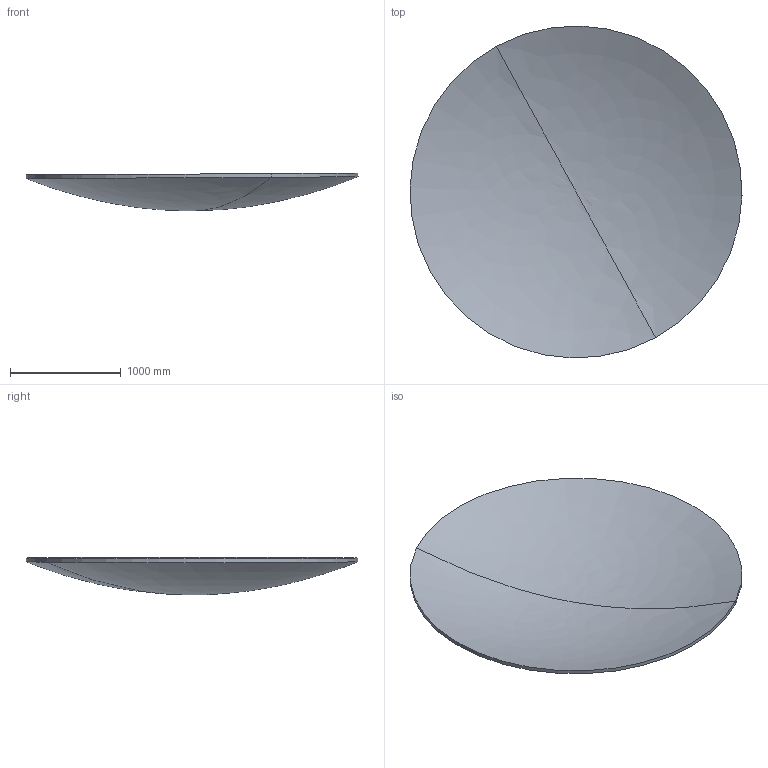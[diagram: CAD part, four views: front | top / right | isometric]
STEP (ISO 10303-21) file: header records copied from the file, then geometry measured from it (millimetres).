
FILE_DESCRIPTION(('CATIA V5 STEP Exchange'),'2;1');
FILE_NAME('prato.stp','2025-12-18T19:19:22+00:00',('none'),('none'),'CATIA Version 5 Release 20 GA (IN-10)','CATIA V5 STEP AP203','none');
FILE_SCHEMA(('CONFIG_CONTROL_DESIGN'));
Length unit declared in the file: millimetre
Products named in the file (1): Concentrador_O_Retorno
Assembly tree (1 placements, depth 2):
  Concentrador_O_Retorno
    #58
Bounding box: 2999.3 x 2999.16 x 340.7 mm (x, y, z)
Volume: 188239145.7 mm3; surface area: 15021802.5 mm2
Topology: 1 solids, 1 shells, 12 faces, 24 edges, 13 vertices
Faces by surface type: cylinder 6, revolution 4, plane 2
Entity records: 383 total; most frequent: CARTESIAN_POINT 102, ORIENTED_EDGE 44, DIRECTION 36, EDGE_CURVE 22, AXIS2_PLACEMENT_3D 19, EDGE_LOOP 13, VERTEX_POINT 13, ADVANCED_FACE 12
